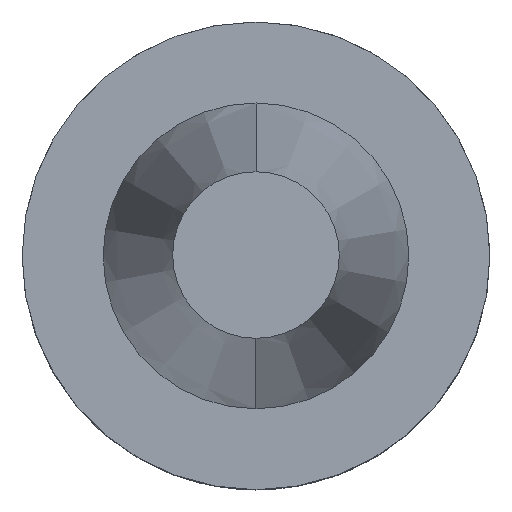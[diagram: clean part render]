
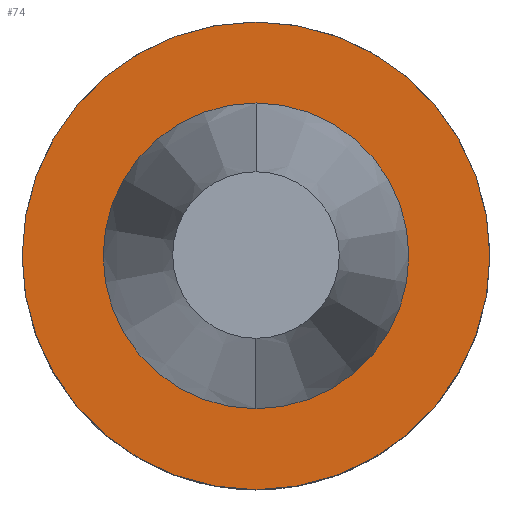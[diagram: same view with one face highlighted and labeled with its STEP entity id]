
A CAD part, top view. The second image highlights one B-rep face of the part: STEP entity #74.
In plain terms, the highlighted planar face has unit normal (0, 0, 1).
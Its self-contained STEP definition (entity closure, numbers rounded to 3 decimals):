
#74=ADVANCED_FACE('',(#96,#97),#92,.F.);
#92=PLANE('',#285);
#96=FACE_BOUND('',#116,.T.);
#97=FACE_BOUND('',#117,.T.);
#116=EDGE_LOOP('',(#144));
#117=EDGE_LOOP('',(#145,#146));
#144=ORIENTED_EDGE('',*,*,#213,.T.);
#145=ORIENTED_EDGE('',*,*,#214,.T.);
#146=ORIENTED_EDGE('',*,*,#215,.T.);
#194=VERTEX_POINT('',#412);
#195=VERTEX_POINT('',#414);
#196=VERTEX_POINT('',#415);
#213=EDGE_CURVE('',#194,#194,#238,.T.);
#214=EDGE_CURVE('',#195,#196,#239,.T.);
#215=EDGE_CURVE('',#196,#195,#240,.T.);
#238=CIRCLE('',#282,25.);
#239=CIRCLE('',#283,16.342);
#240=CIRCLE('',#284,16.342);
#282=AXIS2_PLACEMENT_3D('',#411,#327,#328);
#283=AXIS2_PLACEMENT_3D('',#413,#329,#330);
#284=AXIS2_PLACEMENT_3D('',#416,#331,#332);
#285=AXIS2_PLACEMENT_3D('',#417,#333,#334);
#327=DIRECTION('',(0.,0.,1.));
#328=DIRECTION('',(-1.,0.,0.));
#329=DIRECTION('',(0.,0.,-1.));
#330=DIRECTION('',(-1.,0.,0.));
#331=DIRECTION('',(0.,0.,-1.));
#332=DIRECTION('',(-1.,0.,0.));
#333=DIRECTION('',(0.,0.,-1.));
#334=DIRECTION('',(0.,1.,0.));
#411=CARTESIAN_POINT('',(0.,0.,-3.2));
#412=CARTESIAN_POINT('',(-25.,0.,-3.2));
#413=CARTESIAN_POINT('',(0.,0.,-3.2));
#414=CARTESIAN_POINT('',(0.,16.342,-3.2));
#415=CARTESIAN_POINT('',(0.,-16.342,-3.2));
#416=CARTESIAN_POINT('',(0.,0.,-3.2));
#417=CARTESIAN_POINT('',(0.,0.,-3.2));
